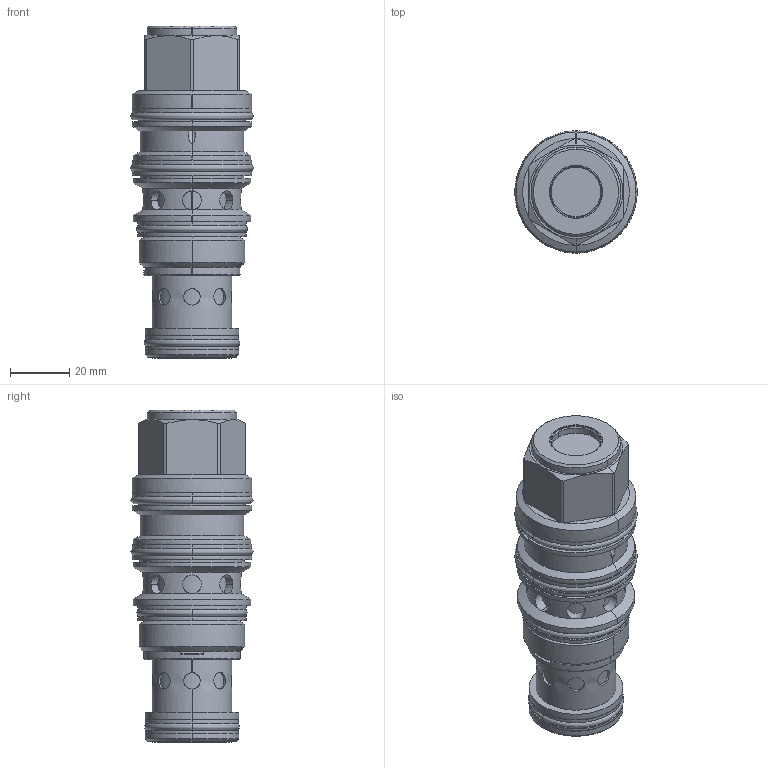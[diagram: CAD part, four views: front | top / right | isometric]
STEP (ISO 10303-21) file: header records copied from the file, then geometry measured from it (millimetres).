
FILE_DESCRIPTION((''),'2;1');
FILE_NAME('FVEA8AN_SW_PRT','2019-08-27T',('charlief'),(''),'PRO/ENGINEER BY PARAMETRIC TECHNOLOGY CORPORATION, 2016010','PRO/ENGINEER BY PARAMETRIC TECHNOLOGY CORPORATION, 2016010','');
FILE_SCHEMA(('CONFIG_CONTROL_DESIGN'));
Products named in the file (1): FVEA8AN_SW_PRT
Bounding box: 41.17 x 41.17 x 111.89 mm (x, y, z)
Surface area: 33247.2 mm2 (no closed solid volume)
Topology: 0 solids, 0 shells, 274 faces, 1310 edges, 1287 vertices
Faces by surface type: bspline 241, torus 33
Entity records: 50541 total; most frequent: CARTESIAN_POINT 39349, DIRECTION 1770, TRIMMED_CURVE 1394, DEFINITIONAL_REPRESENTATION 1264, PCURVE 1264, COMPOSITE_CURVE_SEGMENT 1264, VECTOR 1084, LINE 1084
